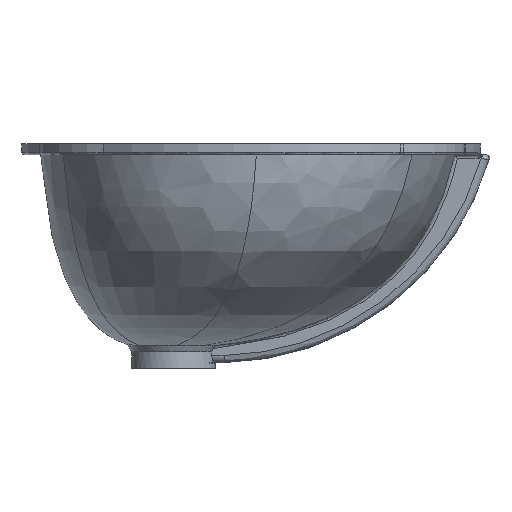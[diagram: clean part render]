
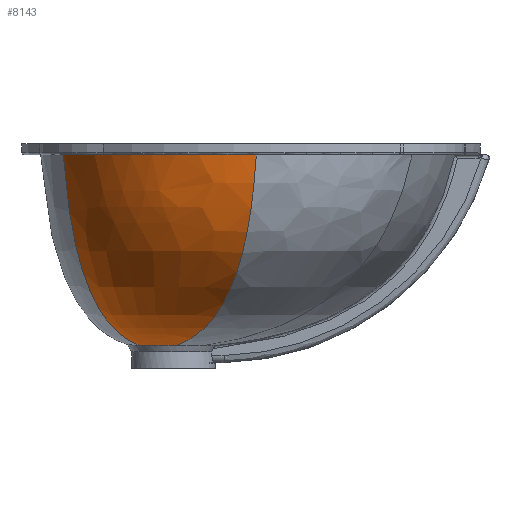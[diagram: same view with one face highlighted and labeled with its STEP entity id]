
A CAD part, left-side view. The second image highlights one B-rep face of the part: STEP entity #8143.
In plain terms, the highlighted free-form (B-spline) face has degree [3, 3] with [10, 4] control points.
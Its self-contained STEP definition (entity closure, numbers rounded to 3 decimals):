
#1225=CARTESIAN_POINT('',(-40.63,-137.161,-169.704));
#1226=VERTEX_POINT('',#1225);
#1236=CARTESIAN_POINT('',(-27.022,-104.326,-169.414));
#1237=VERTEX_POINT('',#1236);
#1238=CARTESIAN_POINT('',(-27.022,-104.326,-169.414));
#1239=CARTESIAN_POINT('',(-29.404,-106.493,-169.491));
#1240=CARTESIAN_POINT('',(-31.509,-108.878,-169.527));
#1241=CARTESIAN_POINT('',(-35.473,-114.582,-169.597));
#1242=CARTESIAN_POINT('',(-37.18,-117.926,-169.622));
#1243=CARTESIAN_POINT('',(-40.167,-126.497,-169.672));
#1244=CARTESIAN_POINT('',(-40.922,-131.828,-169.692));
#1245=CARTESIAN_POINT('',(-40.63,-137.161,-169.704));
#1246=B_SPLINE_CURVE_WITH_KNOTS('',3,(#1238,#1239,#1240,#1241,#1242,#1243,#1244,#1245),.UNSPECIFIED.,.F.,.U.,(4,2,2,4),(-3.687,-2.725,-1.602,0.0),.UNSPECIFIED.);
#1247=EDGE_CURVE('',#1237,#1226,#1246,.T.);
#1358=CARTESIAN_POINT('',(-246.206,-208.682,0.));
#1359=VERTEX_POINT('',#1358);
#1371=CARTESIAN_POINT('',(-246.206,-208.682,0.));
#1372=CARTESIAN_POINT('',(-242.721,-202.803,-100.175));
#1373=CARTESIAN_POINT('',(-174.196,-178.963,-156.743));
#1374=CARTESIAN_POINT('',(-40.63,-137.161,-169.704));
#1375=B_SPLINE_CURVE_WITH_KNOTS('',3,(#1371,#1372,#1373,#1374),.UNSPECIFIED.,.F.,.U.,(4,4),(0.032,0.992),.UNSPECIFIED.);
#1376=EDGE_CURVE('',#1359,#1226,#1375,.T.);
#6556=CARTESIAN_POINT('',(-123.101,-36.775,0.));
#6557=VERTEX_POINT('',#6556);
#6567=CARTESIAN_POINT('',(-123.101,-36.775,0.));
#6568=CARTESIAN_POINT('',(-145.039,-43.739,0.));
#6569=CARTESIAN_POINT('',(-165.404,-54.919,0.));
#6570=CARTESIAN_POINT('',(-200.677,-84.448,0.));
#6571=CARTESIAN_POINT('',(-215.251,-102.503,0.));
#6572=CARTESIAN_POINT('',(-232.877,-136.007,0.));
#6573=CARTESIAN_POINT('',(-238.109,-149.991,0.));
#6574=CARTESIAN_POINT('',(-244.943,-178.949,0.));
#6575=CARTESIAN_POINT('',(-246.516,-193.805,0.));
#6576=CARTESIAN_POINT('',(-246.206,-208.682,0.));
#6577=B_SPLINE_CURVE_WITH_KNOTS('',3,(#6567,#6568,#6569,#6570,#6571,#6572,#6573,#6574,#6575,#6576),.UNSPECIFIED.,.F.,.U.,(4,2,2,2,4),(0.0,6.905,13.801,18.263,22.728),.UNSPECIFIED.);
#6578=EDGE_CURVE('',#6557,#1359,#6577,.T.);
#8090=CARTESIAN_POINT('',(-123.101,-36.774,0.001));
#8091=CARTESIAN_POINT('',(-133.398,-40.044,0.001));
#8092=CARTESIAN_POINT('',(-153.386,-48.472,0.001));
#8093=CARTESIAN_POINT('',(-180.546,-66.361,0.001));
#8094=CARTESIAN_POINT('',(-203.982,-88.896,0.001));
#8095=CARTESIAN_POINT('',(-222.912,-115.326,0.001));
#8096=CARTESIAN_POINT('',(-236.703,-144.769,0.001));
#8097=CARTESIAN_POINT('',(-244.892,-176.243,0.001));
#8098=CARTESIAN_POINT('',(-246.431,-197.881,0.001));
#8099=CARTESIAN_POINT('',(-246.206,-208.682,0.001));
#8100=CARTESIAN_POINT('',(-127.6,-43.75,-100.195));
#8101=CARTESIAN_POINT('',(-137.296,-46.699,-100.195));
#8102=CARTESIAN_POINT('',(-156.074,-54.363,-100.195));
#8103=CARTESIAN_POINT('',(-181.513,-70.753,-100.195));
#8104=CARTESIAN_POINT('',(-203.427,-91.483,-100.195));
#8105=CARTESIAN_POINT('',(-221.118,-115.877,-100.195));
#8106=CARTESIAN_POINT('',(-233.999,-143.153,-100.195));
#8107=CARTESIAN_POINT('',(-241.619,-172.438,-100.195));
#8108=CARTESIAN_POINT('',(-242.986,-192.672,-100.195));
#8109=CARTESIAN_POINT('',(-242.721,-202.802,-100.195));
#8110=CARTESIAN_POINT('',(-95.056,-66.555,-156.766));
#8111=CARTESIAN_POINT('',(-101.679,-68.686,-156.766));
#8112=CARTESIAN_POINT('',(-114.576,-74.2,-156.766));
#8113=CARTESIAN_POINT('',(-132.163,-85.955,-156.766));
#8114=CARTESIAN_POINT('',(-147.34,-100.789,-156.766));
#8115=CARTESIAN_POINT('',(-159.553,-118.173,-156.766));
#8116=CARTESIAN_POINT('',(-168.372,-137.476,-156.766));
#8117=CARTESIAN_POINT('',(-173.505,-157.999,-156.766));
#8118=CARTESIAN_POINT('',(-174.374,-171.999,-156.766));
#8119=CARTESIAN_POINT('',(-174.169,-178.953,-156.766));
#8120=CARTESIAN_POINT('',(-25.468,-105.19,-169.711));
#8121=CARTESIAN_POINT('',(-26.546,-106.004,-169.711));
#8122=CARTESIAN_POINT('',(-28.893,-107.982,-169.711));
#8123=CARTESIAN_POINT('',(-32.496,-111.969,-169.711));
#8124=CARTESIAN_POINT('',(-35.72,-116.815,-169.711));
#8125=CARTESIAN_POINT('',(-38.219,-122.212,-169.711));
#8126=CARTESIAN_POINT('',(-39.82,-127.737,-169.711));
#8127=CARTESIAN_POINT('',(-40.551,-132.924,-169.711));
#8128=CARTESIAN_POINT('',(-40.591,-135.861,-169.711));
#8129=CARTESIAN_POINT('',(-40.551,-137.136,-169.711));
#8130=B_SPLINE_SURFACE_WITH_KNOTS('',3,3,((#8090,#8100,#8110,#8120),(#8091,#8101,#8111,#8121),(#8092,#8102,#8112,#8122),(#8093,#8103,#8113,#8123),(#8094,#8104,#8114,#8124),(#8095,#8105,#8115,#8125),(#8096,#8106,#8116,#8126),(#8097,#8107,#8117,#8127),(#8098,#8108,#8118,#8128),(#8099,#8109,#8119,#8129)),.UNSPECIFIED.,.F.,.F.,.U.,(4,1,1,1,1,1,1,4),(4,4),(0.0,0.143,0.286,0.429,0.571,0.714,0.857,1.0),(0.032,0.993),.UNSPECIFIED.);
#8131=ORIENTED_EDGE('',*,*,#1247,.T.);
#8132=ORIENTED_EDGE('',*,*,#1376,.F.);
#8133=ORIENTED_EDGE('',*,*,#6578,.F.);
#8134=CARTESIAN_POINT('',(-123.101,-36.775,0.));
#8135=CARTESIAN_POINT('',(-127.566,-43.698,-99.446));
#8136=CARTESIAN_POINT('',(-95.54,-66.215,-155.917));
#8137=CARTESIAN_POINT('',(-27.022,-104.326,-169.414));
#8138=B_SPLINE_CURVE_WITH_KNOTS('',3,(#8134,#8135,#8136,#8137),.UNSPECIFIED.,.F.,.U.,(4,4),(0.032,0.985),.UNSPECIFIED.);
#8139=EDGE_CURVE('',#6557,#1237,#8138,.T.);
#8140=ORIENTED_EDGE('',*,*,#8139,.T.);
#8141=EDGE_LOOP('',(#8131,#8132,#8133,#8140));
#8142=FACE_OUTER_BOUND('',#8141,.T.);
#8143=ADVANCED_FACE('',(#8142),#8130,.F.);
